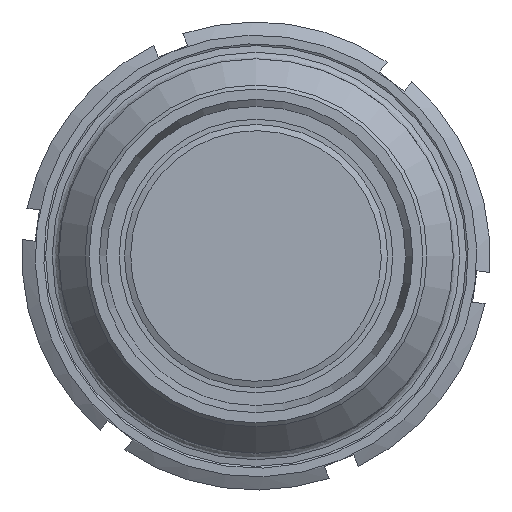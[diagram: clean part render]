
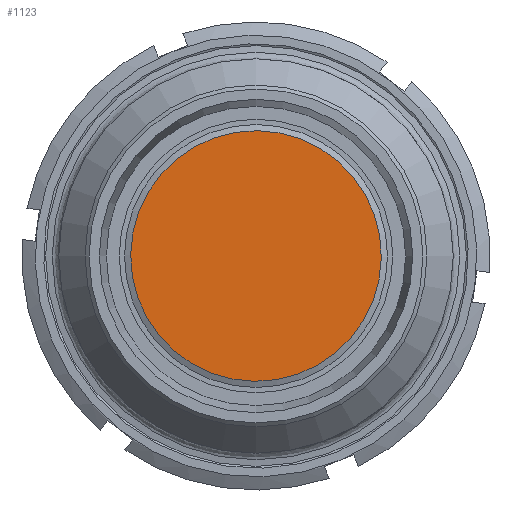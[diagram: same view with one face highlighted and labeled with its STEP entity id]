
A CAD part, left-side view. The second image highlights one B-rep face of the part: STEP entity #1123.
In plain terms, the highlighted planar face has unit normal (-1, 0, 0).
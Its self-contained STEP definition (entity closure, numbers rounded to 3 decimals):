
#1100=CARTESIAN_POINT('',(-98.431,-15.848,-44.947));
#1101=VERTEX_POINT('',#1100);
#1102=CARTESIAN_POINT('',(-98.431,0.,0.));
#1103=DIRECTION('',(-1.,0.0,0.0));
#1104=DIRECTION('',(0.0,-0.333,-0.943));
#1105=AXIS2_PLACEMENT_3D('',#1102,#1103,#1104);
#1106=CIRCLE('',#1105,47.659);
#1107=EDGE_CURVE('',#1101,#1101,#1106,.T.);
#1115=CARTESIAN_POINT('',(-98.431,-7.924,-22.474));
#1116=DIRECTION('',(-1.0,0.0,0.0));
#1117=DIRECTION('',(0.0,0.943,-0.333));
#1118=AXIS2_PLACEMENT_3D('',#1115,#1116,#1117);
#1119=PLANE('',#1118);
#1120=ORIENTED_EDGE('',*,*,#1107,.T.);
#1121=EDGE_LOOP('',(#1120));
#1122=FACE_OUTER_BOUND('',#1121,.T.);
#1123=ADVANCED_FACE('',(#1122),#1119,.T.);
